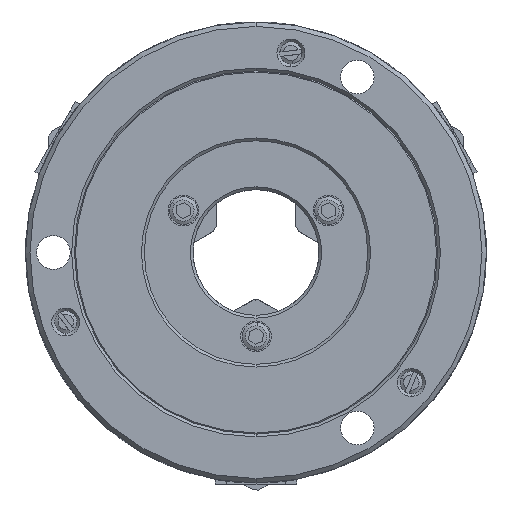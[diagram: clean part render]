
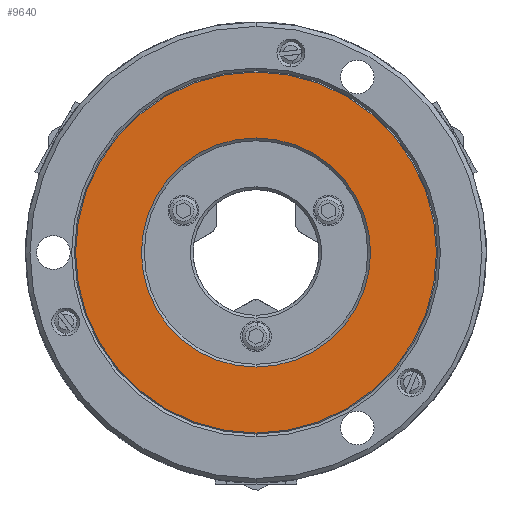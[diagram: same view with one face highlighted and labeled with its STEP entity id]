
A CAD part, front view. The second image highlights one B-rep face of the part: STEP entity #9640.
In plain terms, the highlighted planar face has unit normal (0, -1, 0).
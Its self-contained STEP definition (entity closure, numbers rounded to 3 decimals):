
#79 = FACE_BOUND ( 'NONE', #10727, .T. ) ;
#775 = EDGE_CURVE ( 'NONE', #18994, #22452, #18883, .T. ) ;
#919 = ORIENTED_EDGE ( 'NONE', *, *, #7441, .T. ) ;
#925 = AXIS2_PLACEMENT_3D ( 'NONE', #10675, #26175, #12912 ) ;
#1885 = CIRCLE ( 'NONE', #3893, 41. ) ;
#1918 = DIRECTION ( 'NONE',  ( 0., 0., 1. ) ) ;
#2122 = ORIENTED_EDGE ( 'NONE', *, *, #13056, .F. ) ;
#3743 = CARTESIAN_POINT ( 'NONE',  ( 34.641, 0., -20. ) ) ;
#3893 = AXIS2_PLACEMENT_3D ( 'NONE', #28512, #15230, #1918 ) ;
#4611 = DIRECTION ( 'NONE',  ( 0., 1., 0. ) ) ;
#4878 = CARTESIAN_POINT ( 'NONE',  ( 0., 0., 0. ) ) ;
#5527 = EDGE_LOOP ( 'NONE', ( #15897, #2122 ) ) ;
#6696 = FACE_OUTER_BOUND ( 'NONE', #5527, .T. ) ;
#7116 = DIRECTION ( 'NONE',  ( 0., 0., 1. ) ) ;
#7327 = AXIS2_PLACEMENT_3D ( 'NONE', #17898, #4611, #20137 ) ;
#7369 = AXIS2_PLACEMENT_3D ( 'NONE', #4878, #20391, #7116 ) ;
#7402 = EDGE_CURVE ( 'NONE', #11123, #14639, #13710, .T. ) ;
#7441 = EDGE_CURVE ( 'NONE', #14639, #11123, #1885, .T. ) ;
#8239 = DIRECTION ( 'NONE',  ( 0., 0., 1. ) ) ;
#9640 = ADVANCED_FACE ( 'NONE', ( #6696, #79 ), #12615, .F. ) ;
#10675 = CARTESIAN_POINT ( 'NONE',  ( 0., 0., 0. ) ) ;
#10727 = EDGE_LOOP ( 'NONE', ( #20749, #919 ) ) ;
#11123 = VERTEX_POINT ( 'NONE', #20589 ) ;
#12615 = PLANE ( 'NONE',  #14006 ) ;
#12912 = DIRECTION ( 'NONE',  ( 0., 0., 1. ) ) ;
#13056 = EDGE_CURVE ( 'NONE', #22452, #18994, #14953, .T. ) ;
#13710 = CIRCLE ( 'NONE', #925, 41. ) ;
#14006 = AXIS2_PLACEMENT_3D ( 'NONE', #3743, #21503, #8239 ) ;
#14639 = VERTEX_POINT ( 'NONE', #19208 ) ;
#14953 = CIRCLE ( 'NONE', #7369, 64.6 ) ;
#15230 = DIRECTION ( 'NONE',  ( 0., 1., 0. ) ) ;
#15897 = ORIENTED_EDGE ( 'NONE', *, *, #775, .F. ) ;
#17898 = CARTESIAN_POINT ( 'NONE',  ( 0., 0., 0. ) ) ;
#18883 = CIRCLE ( 'NONE', #7327, 64.6 ) ;
#18994 = VERTEX_POINT ( 'NONE', #25110 ) ;
#19208 = CARTESIAN_POINT ( 'NONE',  ( 0., 0., 41. ) ) ;
#20137 = DIRECTION ( 'NONE',  ( 0., 0., 1. ) ) ;
#20391 = DIRECTION ( 'NONE',  ( 0., 1., 0. ) ) ;
#20589 = CARTESIAN_POINT ( 'NONE',  ( 0., 0., -41. ) ) ;
#20749 = ORIENTED_EDGE ( 'NONE', *, *, #7402, .T. ) ;
#21503 = DIRECTION ( 'NONE',  ( 0., 1., 0. ) ) ;
#22452 = VERTEX_POINT ( 'NONE', #23728 ) ;
#23728 = CARTESIAN_POINT ( 'NONE',  ( 0., 0., -64.6 ) ) ;
#25110 = CARTESIAN_POINT ( 'NONE',  ( 0., 0., 64.6 ) ) ;
#26175 = DIRECTION ( 'NONE',  ( 0., 1., 0. ) ) ;
#28512 = CARTESIAN_POINT ( 'NONE',  ( 0., 0., 0. ) ) ;
